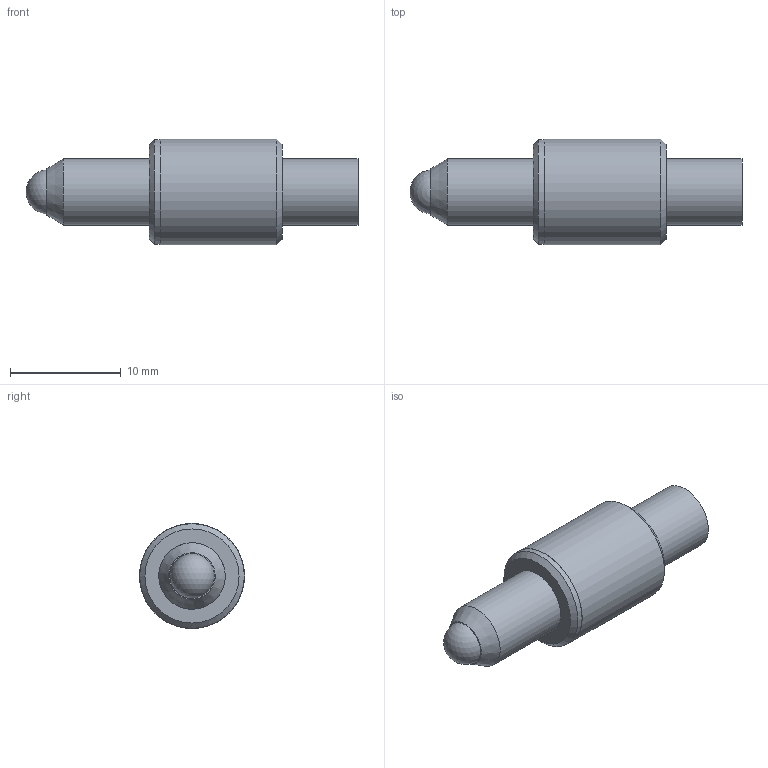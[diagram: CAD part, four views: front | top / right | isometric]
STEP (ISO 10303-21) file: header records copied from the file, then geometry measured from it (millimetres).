
FILE_DESCRIPTION (( 'STEP AP203' ), '1' );
FILE_NAME ('07SRW-6A.STEP', '2023-09-12T05:48:36', ( '' ), ( '' ), 'SwSTEP 2.0', 'SolidWorks 2022', '' );
FILE_SCHEMA (( 'CONFIG_CONTROL_DESIGN' ));
Length unit declared in the file: millimetre
Products named in the file (1): 07SRW-6A
Bounding box: 29.99 x 9.5 x 9.5 mm (x, y, z)
Volume: 1275 mm3; surface area: 1324.4 mm2
Topology: 3 solids, 3 shells, 22 faces, 46 edges, 30 vertices
Faces by surface type: plane 12, cylinder 5, cone 4, sphere 1
Full cylindrical faces by diameter (mm): 4 x1, 6 x2, 9.45 x1, 9.5 x1
Entity records: 569 total; most frequent: DIRECTION 90, CARTESIAN_POINT 79, ORIENTED_EDGE 62, AXIS2_PLACEMENT_3D 36, EDGE_LOOP 34, EDGE_CURVE 31, FACE_OUTER_BOUND 26, VERTEX_POINT 25
